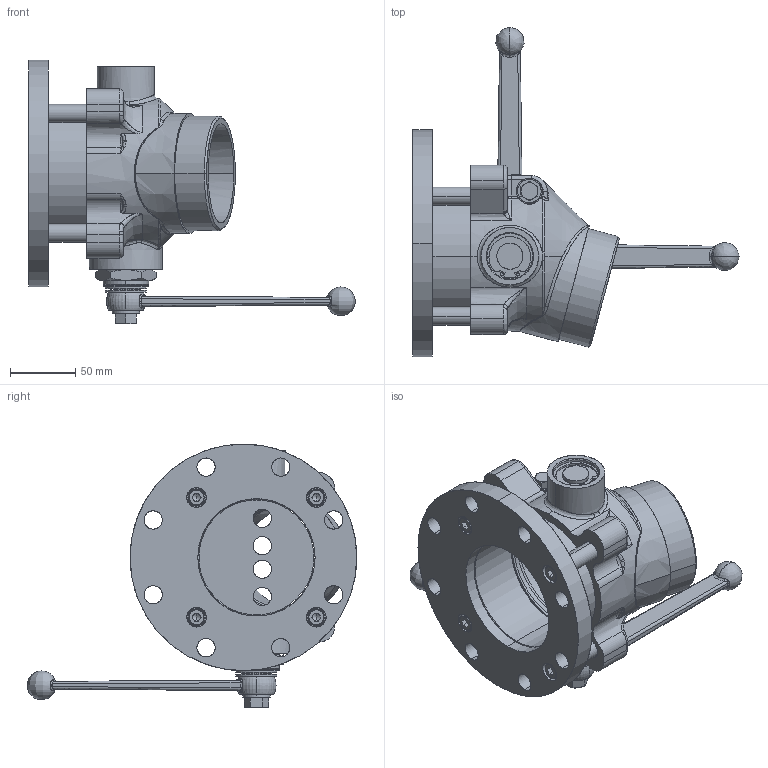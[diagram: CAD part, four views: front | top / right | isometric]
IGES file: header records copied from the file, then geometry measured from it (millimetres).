
Start section: SolidWorks IGES file using analytic representation for surfaces
Global section: file name: SGAT100KL_251895.IGS; native system: SolidWorks 2010; preprocessor: SolidWorks 2010; author: LarsenR; date: 120924.081723; units: millimetre
Bounding box: 250.5 x 252.96 x 202.6 mm (x, y, z)
Surface area: 205347.3 mm2 (no closed solid volume)
Topology: 0 solids, 0 shells, 848 faces, 13497 edges, 13480 vertices
Faces by surface type: bspline 610, revolution 238
